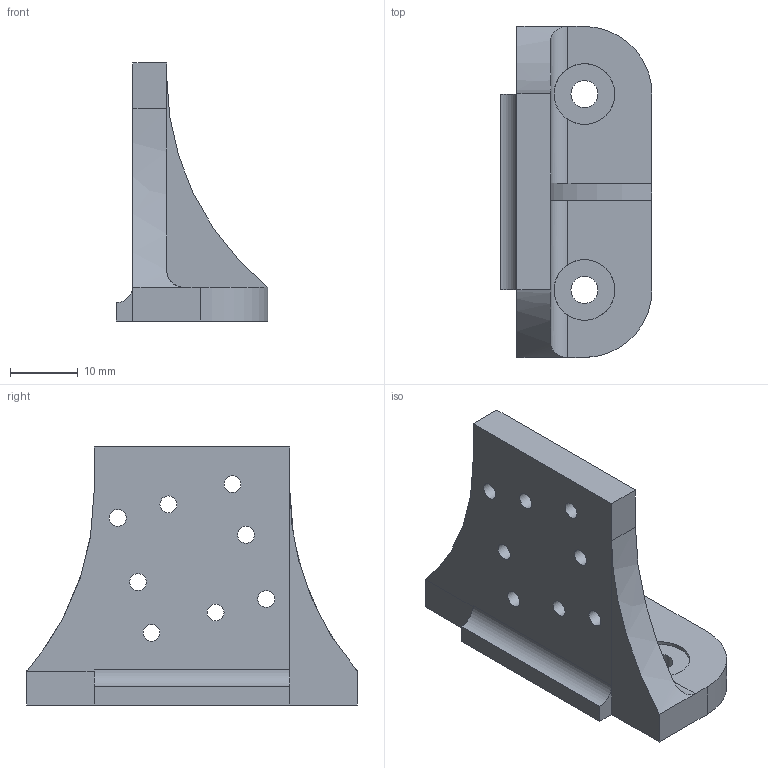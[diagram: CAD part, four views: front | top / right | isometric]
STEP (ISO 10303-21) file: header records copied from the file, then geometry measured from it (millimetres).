
FILE_DESCRIPTION(/* description */ (''),/* implementation_level */ '2;1');
FILE_NAME(/* name */ 'S#3 - 2 x PLA base mounts.step',/* time_stamp */ '2019-12-10T20:30:02+00:00',/* author */ (''),/* organization */ (''),/* preprocessor_version */ 'ST-DEVELOPER v18',/* originating_system */ 'Autodesk Translation Framework v8.12.0.6',/* authorisation */ '');
FILE_SCHEMA (('AUTOMOTIVE_DESIGN { 1 0 10303 214 3 1 1 }'));
Length unit declared in the file: millimetre
Products named in the file (1): Half (3)
Bounding box: 22.5 x 49 x 38.2 mm (x, y, z)
Volume: 10518 mm3; surface area: 5758.5 mm2
Topology: 1 solids, 1 shells, 56 faces, 142 edges, 94 vertices
Faces by surface type: plane 28, cylinder 26, bspline 2
Full cylindrical faces by diameter (mm): 2.5 x8, 4 x2, 4.5 x8, 9 x2
Entity records: 2038 total; most frequent: CARTESIAN_POINT 579, DIRECTION 299, ORIENTED_EDGE 284, EDGE_CURVE 142, AXIS2_PLACEMENT_3D 114, VERTEX_POINT 94, EDGE_LOOP 82, LINE 71
